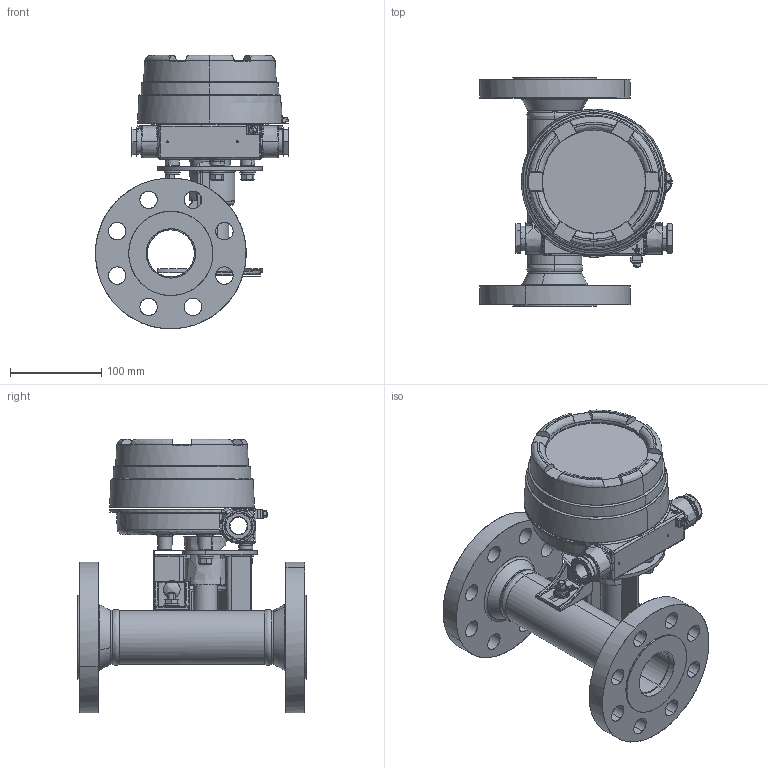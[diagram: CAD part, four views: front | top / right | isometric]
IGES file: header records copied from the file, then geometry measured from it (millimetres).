
Start section: SolidWorks IGES file using analytic representation for surfaces
Global section: file name: 3809G-A-12-G-6-D-3-0.IGS; native system: SolidWorks 2019; preprocessor: SolidWorks 2019; author: cfehr; date: 190812.085415; units: inch
Bounding box: 211.49 x 249.94 x 299.59 mm (x, y, z)
Surface area: 360748.6 mm2 (no closed solid volume)
Topology: 0 solids, 0 shells, 659 faces, 11329 edges, 11313 vertices
Faces by surface type: bspline 360, revolution 299
